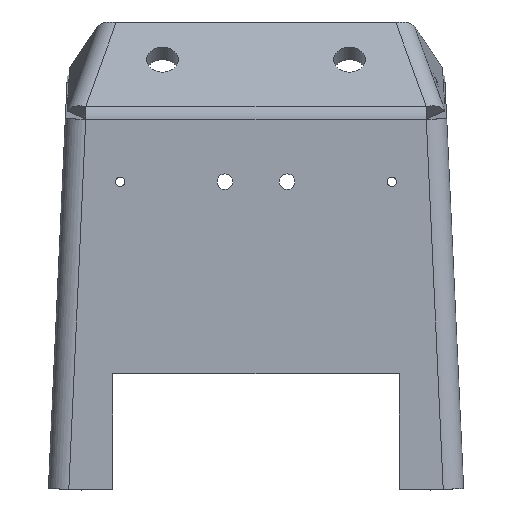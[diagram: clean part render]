
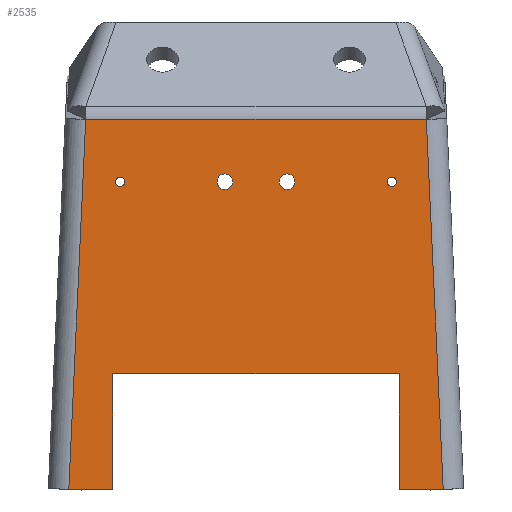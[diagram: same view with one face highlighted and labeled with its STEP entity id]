
A CAD part, front view. The second image highlights one B-rep face of the part: STEP entity #2535.
In plain terms, the highlighted planar face has unit normal (0, -1, 0).
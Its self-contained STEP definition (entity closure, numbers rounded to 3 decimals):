
#62=FACE_BOUND('',#443,.T.);
#63=FACE_BOUND('',#444,.T.);
#64=FACE_BOUND('',#445,.T.);
#65=FACE_BOUND('',#446,.T.);
#135=PLANE('',#2805);
#267=FACE_OUTER_BOUND('',#442,.T.);
#442=EDGE_LOOP('',(#1969,#1970,#1971,#1972,#1973,#1974,#1975,#1976,#1977,
#1978));
#443=EDGE_LOOP('',(#1979));
#444=EDGE_LOOP('',(#1980));
#445=EDGE_LOOP('',(#1981));
#446=EDGE_LOOP('',(#1982));
#662=LINE('',#3954,#882);
#686=LINE('',#4006,#906);
#689=LINE('',#4012,#909);
#690=LINE('',#4014,#910);
#691=LINE('',#4016,#911);
#692=LINE('',#4018,#912);
#693=LINE('',#4020,#913);
#694=LINE('',#4021,#914);
#695=LINE('',#4023,#915);
#696=LINE('',#4024,#916);
#882=VECTOR('',#3264,1000.);
#906=VECTOR('',#3298,1000.);
#909=VECTOR('',#3303,1000.);
#910=VECTOR('',#3304,1000.);
#911=VECTOR('',#3305,1000.);
#912=VECTOR('',#3306,1000.);
#913=VECTOR('',#3307,1000.);
#914=VECTOR('',#3308,1000.);
#915=VECTOR('',#3309,1000.);
#916=VECTOR('',#3310,1000.);
#1069=CIRCLE('',#2680,7.5);
#1071=CIRCLE('',#2683,12.5);
#1111=CIRCLE('',#2743,7.5);
#1113=CIRCLE('',#2746,12.5);
#1179=VERTEX_POINT('',#3707);
#1181=VERTEX_POINT('',#3713);
#1221=VERTEX_POINT('',#3833);
#1223=VERTEX_POINT('',#3839);
#1259=VERTEX_POINT('',#3947);
#1262=VERTEX_POINT('',#3952);
#1283=VERTEX_POINT('',#4002);
#1285=VERTEX_POINT('',#4005);
#1287=VERTEX_POINT('',#4011);
#1288=VERTEX_POINT('',#4013);
#1289=VERTEX_POINT('',#4015);
#1290=VERTEX_POINT('',#4017);
#1291=VERTEX_POINT('',#4019);
#1292=VERTEX_POINT('',#4022);
#1401=EDGE_CURVE('',#1179,#1179,#1069,.T.);
#1404=EDGE_CURVE('',#1181,#1181,#1071,.T.);
#1464=EDGE_CURVE('',#1221,#1221,#1111,.T.);
#1467=EDGE_CURVE('',#1223,#1223,#1113,.T.);
#1524=EDGE_CURVE('',#1262,#1259,#662,.T.);
#1548=EDGE_CURVE('',#1283,#1285,#686,.T.);
#1551=EDGE_CURVE('',#1287,#1259,#689,.T.);
#1552=EDGE_CURVE('',#1262,#1288,#690,.T.);
#1553=EDGE_CURVE('',#1288,#1289,#691,.T.);
#1554=EDGE_CURVE('',#1290,#1289,#692,.T.);
#1555=EDGE_CURVE('',#1291,#1290,#693,.T.);
#1556=EDGE_CURVE('',#1285,#1291,#694,.T.);
#1557=EDGE_CURVE('',#1283,#1292,#695,.T.);
#1558=EDGE_CURVE('',#1292,#1287,#696,.T.);
#1969=ORIENTED_EDGE('',*,*,#1551,.T.);
#1970=ORIENTED_EDGE('',*,*,#1524,.F.);
#1971=ORIENTED_EDGE('',*,*,#1552,.T.);
#1972=ORIENTED_EDGE('',*,*,#1553,.T.);
#1973=ORIENTED_EDGE('',*,*,#1554,.F.);
#1974=ORIENTED_EDGE('',*,*,#1555,.F.);
#1975=ORIENTED_EDGE('',*,*,#1556,.F.);
#1976=ORIENTED_EDGE('',*,*,#1548,.F.);
#1977=ORIENTED_EDGE('',*,*,#1557,.T.);
#1978=ORIENTED_EDGE('',*,*,#1558,.T.);
#1979=ORIENTED_EDGE('',*,*,#1464,.T.);
#1980=ORIENTED_EDGE('',*,*,#1467,.T.);
#1981=ORIENTED_EDGE('',*,*,#1401,.F.);
#1982=ORIENTED_EDGE('',*,*,#1404,.F.);
#2535=ADVANCED_FACE('',(#267,#62,#63,#64,#65),#135,.T.);
#2680=AXIS2_PLACEMENT_3D('',#3708,#2981,#2982);
#2683=AXIS2_PLACEMENT_3D('',#3714,#2988,#2989);
#2743=AXIS2_PLACEMENT_3D('',#3834,#3128,#3129);
#2746=AXIS2_PLACEMENT_3D('',#3840,#3135,#3136);
#2805=AXIS2_PLACEMENT_3D('',#4010,#3301,#3302);
#2981=DIRECTION('center_axis',(0.,-1.,0.));
#2982=DIRECTION('ref_axis',(0.,0.,-1.));
#2988=DIRECTION('center_axis',(0.,-1.,0.));
#2989=DIRECTION('ref_axis',(0.,0.,-1.));
#3128=DIRECTION('center_axis',(0.,1.,0.));
#3129=DIRECTION('ref_axis',(0.,0.,-1.));
#3135=DIRECTION('center_axis',(0.,1.,0.));
#3136=DIRECTION('ref_axis',(0.,0.,-1.));
#3264=DIRECTION('',(-1.,0.,0.));
#3298=DIRECTION('',(-1.,0.,0.));
#3301=DIRECTION('center_axis',(0.,-1.,0.));
#3302=DIRECTION('ref_axis',(0.,0.,-1.));
#3303=DIRECTION('',(0.,0.,-1.));
#3304=DIRECTION('',(-0.046,0.,0.999));
#3305=DIRECTION('',(0.999,0.,0.046));
#3306=DIRECTION('',(1.,0.,0.));
#3307=DIRECTION('',(-0.999,0.,0.046));
#3308=DIRECTION('',(0.046,0.,0.999));
#3309=DIRECTION('',(0.,0.,1.));
#3310=DIRECTION('',(1.,0.,0.));
#3707=CARTESIAN_POINT('',(-217.719,-32.5,-107.5));
#3708=CARTESIAN_POINT('Origin',(-217.719,-32.5,-100.));
#3713=CARTESIAN_POINT('',(-50.,-32.5,-112.346));
#3714=CARTESIAN_POINT('Origin',(-50.,-32.5,-99.846));
#3833=CARTESIAN_POINT('',(217.719,-32.5,-107.5));
#3834=CARTESIAN_POINT('Origin',(217.719,-32.5,-100.));
#3839=CARTESIAN_POINT('',(50.,-32.5,-112.346));
#3840=CARTESIAN_POINT('Origin',(50.,-32.5,-99.846));
#3947=CARTESIAN_POINT('',(230.,-32.5,-593.56));
#3952=CARTESIAN_POINT('',(300.397,-32.5,-593.56));
#3954=CARTESIAN_POINT('',(0.,-32.5,-593.56));
#4002=CARTESIAN_POINT('',(-230.,-32.5,-593.56));
#4005=CARTESIAN_POINT('',(-300.397,-32.5,-593.56));
#4006=CARTESIAN_POINT('',(0.,-32.5,-593.56));
#4010=CARTESIAN_POINT('Origin',(0.,-32.5,0.));
#4011=CARTESIAN_POINT('',(230.,-32.5,-408.001));
#4012=CARTESIAN_POINT('',(230.,-32.5,-408.001));
#4013=CARTESIAN_POINT('',(273.2,-32.5,-0.011));
#4014=CARTESIAN_POINT('',(286.799,-32.5,-296.786));
#4015=CARTESIAN_POINT('',(273.45,-32.5,0.));
#4016=CARTESIAN_POINT('',(0.573,-32.5,-12.504));
#4017=CARTESIAN_POINT('',(-273.45,-32.5,0.));
#4018=CARTESIAN_POINT('',(0.,-32.5,0.));
#4019=CARTESIAN_POINT('',(-273.2,-32.5,-0.011));
#4020=CARTESIAN_POINT('',(-0.573,-32.5,-12.504));
#4021=CARTESIAN_POINT('',(-286.799,-32.5,-296.786));
#4022=CARTESIAN_POINT('',(-230.,-32.5,-408.001));
#4023=CARTESIAN_POINT('',(-230.,-32.5,-408.001));
#4024=CARTESIAN_POINT('',(-230.,-32.5,-408.001));
